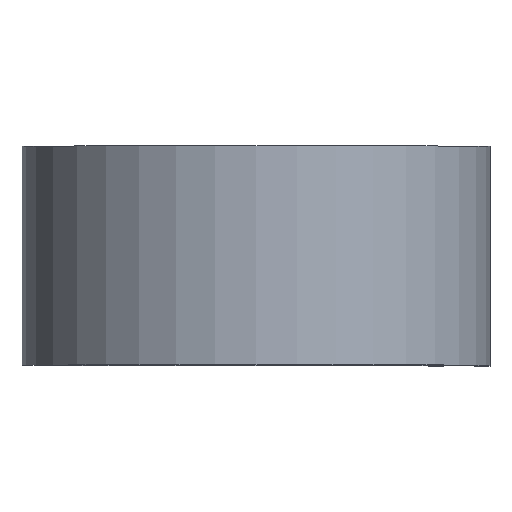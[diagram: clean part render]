
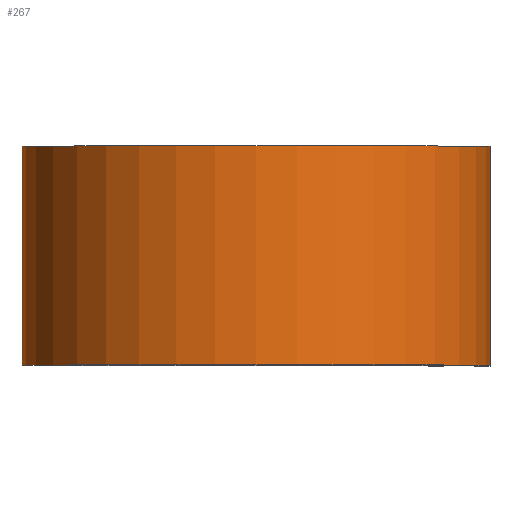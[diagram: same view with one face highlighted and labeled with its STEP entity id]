
A CAD part, top view. The second image highlights one B-rep face of the part: STEP entity #267.
In plain terms, the highlighted cylindrical face has radius 23.749 mm (diameter 47.498 mm), a partial arc.
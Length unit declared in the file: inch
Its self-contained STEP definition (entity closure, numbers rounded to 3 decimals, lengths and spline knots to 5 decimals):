
#4 = DIRECTION ( 'NONE',  ( 0., -1., 0. ) ) ;
#10 = CARTESIAN_POINT ( 'NONE',  ( 0., -0.4375, 0. ) ) ;
#22 = CARTESIAN_POINT ( 'NONE',  ( 0.935, -0.4375, 0. ) ) ;
#29 = CARTESIAN_POINT ( 'NONE',  ( 0., 0.4375, -0.935 ) ) ;
#109 = CARTESIAN_POINT ( 'NONE',  ( 0.935, 0.4375, 0. ) ) ;
#111 = ORIENTED_EDGE ( 'NONE', *, *, #376, .T. ) ;
#124 = CARTESIAN_POINT ( 'NONE',  ( 0., 0.4375, 0. ) ) ;
#131 = EDGE_CURVE ( 'NONE', #498, #484, #374, .T. ) ;
#133 = DIRECTION ( 'NONE',  ( 0., 0., -1. ) ) ;
#148 = DIRECTION ( 'NONE',  ( 0., -1., 0. ) ) ;
#149 = ORIENTED_EDGE ( 'NONE', *, *, #298, .F. ) ;
#173 = EDGE_CURVE ( 'NONE', #362, #576, #375, .T. ) ;
#215 = DIRECTION ( 'NONE',  ( 1., 0., 0. ) ) ;
#221 = VECTOR ( 'NONE', #472, 39.37008 ) ;
#224 = CARTESIAN_POINT ( 'NONE',  ( 0.935, 0.4375, 0. ) ) ;
#240 = LINE ( 'NONE', #403, #221 ) ;
#250 = LINE ( 'NONE', #109, #252 ) ;
#252 = VECTOR ( 'NONE', #4, 39.37008 ) ;
#256 = EDGE_LOOP ( 'NONE', ( #515, #149, #432, #111 ) ) ;
#267 = ADVANCED_FACE ( 'NONE', ( #319 ), #317, .T. ) ;
#268 = AXIS2_PLACEMENT_3D ( 'NONE', #310, #148, #133 ) ;
#293 = DIRECTION ( 'NONE',  ( 0., 1., 0. ) ) ;
#298 = EDGE_CURVE ( 'NONE', #576, #484, #250, .T. ) ;
#310 = CARTESIAN_POINT ( 'NONE',  ( 0., 0.4375, 0. ) ) ;
#317 = CYLINDRICAL_SURFACE ( 'NONE', #268, 0.935 ) ;
#319 = FACE_OUTER_BOUND ( 'NONE', #256, .T. ) ;
#362 = VERTEX_POINT ( 'NONE', #29 ) ;
#374 = CIRCLE ( 'NONE', #544, 0.935 ) ;
#375 = CIRCLE ( 'NONE', #631, 0.935 ) ;
#376 = EDGE_CURVE ( 'NONE', #362, #498, #240, .T. ) ;
#403 = CARTESIAN_POINT ( 'NONE',  ( 0., 0.4375, -0.935 ) ) ;
#432 = ORIENTED_EDGE ( 'NONE', *, *, #173, .F. ) ;
#472 = DIRECTION ( 'NONE',  ( 0., -1., 0. ) ) ;
#484 = VERTEX_POINT ( 'NONE', #22 ) ;
#498 = VERTEX_POINT ( 'NONE', #623 ) ;
#515 = ORIENTED_EDGE ( 'NONE', *, *, #131, .T. ) ;
#540 = DIRECTION ( 'NONE',  ( 1., 0., 0. ) ) ;
#544 = AXIS2_PLACEMENT_3D ( 'NONE', #10, #635, #540 ) ;
#576 = VERTEX_POINT ( 'NONE', #224 ) ;
#623 = CARTESIAN_POINT ( 'NONE',  ( 0., -0.4375, -0.935 ) ) ;
#631 = AXIS2_PLACEMENT_3D ( 'NONE', #124, #293, #215 ) ;
#635 = DIRECTION ( 'NONE',  ( 0., 1., 0. ) ) ;
